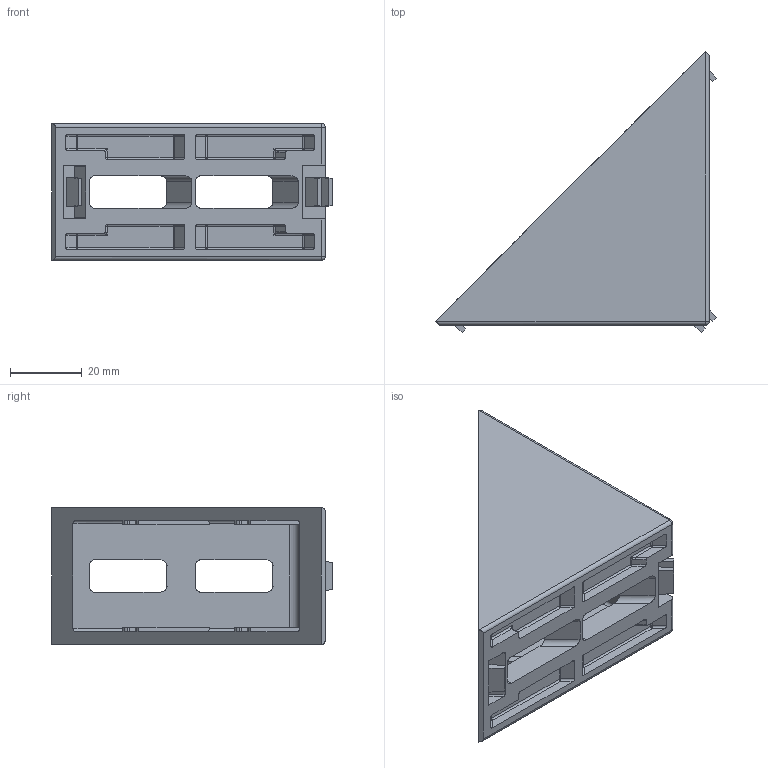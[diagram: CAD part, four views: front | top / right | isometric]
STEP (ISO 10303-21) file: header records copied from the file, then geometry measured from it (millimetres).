
FILE_DESCRIPTION(('STEP AP214'),'1');
FILE_NAME('fath_093w802n08.stp','2017-06-07T10:53:47',('TraceParts'),('TraceParts S.A.'),'Spatial InterOp 3D',' ',' ');
FILE_SCHEMA(('automotive_design'));
Length unit declared in the file: millimetre
Products named in the file (1): fath_093w802n08
Bounding box: 78.04 x 78.04 x 38 mm (x, y, z)
Volume: 40725.1 mm3; surface area: 22938.6 mm2
Topology: 1 solids, 1 shells, 347 faces, 866 edges, 506 vertices
Faces by surface type: plane 146, cylinder 143, sphere 42, bspline 14, torus 2
Entity records: 12863 total; most frequent: CARTESIAN_POINT 2240, ORIENTED_EDGE 1672, DIRECTION 1594, EDGE_CURVE 836, AXIS2_PLACEMENT_3D 532, LINE 530, VECTOR 530, VERTEX_POINT 506
